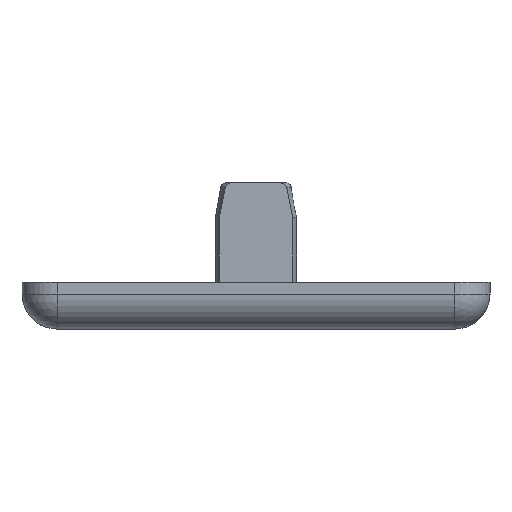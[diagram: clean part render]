
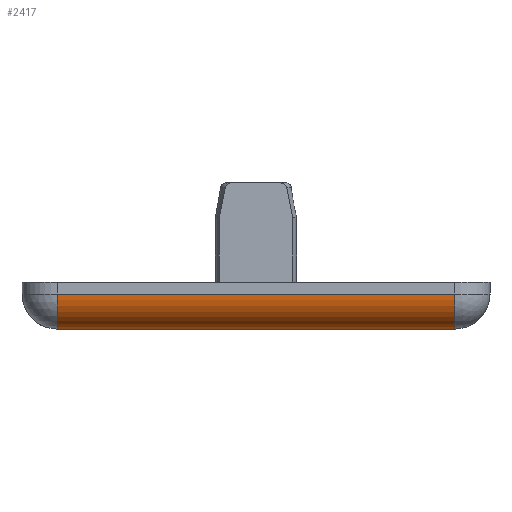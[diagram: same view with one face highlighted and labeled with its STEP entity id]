
A CAD part, front view. The second image highlights one B-rep face of the part: STEP entity #2417.
In plain terms, the highlighted cylindrical face has radius 3 mm (diameter 6 mm), a partial arc.
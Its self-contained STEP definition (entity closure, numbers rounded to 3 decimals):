
#44 = CIRCLE ( 'NONE', #1930, 3. ) ;
#160 = CARTESIAN_POINT ( 'NONE',  ( 17., -57., 0. ) ) ;
#475 = EDGE_CURVE ( 'NONE', #2143, #844, #44, .T. ) ;
#568 = EDGE_CURVE ( 'NONE', #2468, #2360, #1282, .T. ) ;
#671 = CARTESIAN_POINT ( 'NONE',  ( -17., -57., 3. ) ) ;
#826 = DIRECTION ( 'NONE',  ( 1., 0., 0. ) ) ;
#839 = DIRECTION ( 'NONE',  ( 0., 1., 0. ) ) ;
#844 = VERTEX_POINT ( 'NONE', #1165 ) ;
#894 = CYLINDRICAL_SURFACE ( 'NONE', #1646, 3. ) ;
#909 = CARTESIAN_POINT ( 'NONE',  ( 17., -60., 3. ) ) ;
#1122 = DIRECTION ( 'NONE',  ( -1., 0., 0. ) ) ;
#1138 = LINE ( 'NONE', #1961, #1334 ) ;
#1165 = CARTESIAN_POINT ( 'NONE',  ( -17., -57., 0. ) ) ;
#1282 = CIRCLE ( 'NONE', #1975, 3. ) ;
#1334 = VECTOR ( 'NONE', #2557, 1000. ) ;
#1364 = EDGE_CURVE ( 'NONE', #844, #2468, #1423, .T. ) ;
#1423 = LINE ( 'NONE', #1853, #2225 ) ;
#1496 = DIRECTION ( 'NONE',  ( 1., 0., 0. ) ) ;
#1515 = FACE_OUTER_BOUND ( 'NONE', #2642, .T. ) ;
#1526 = EDGE_CURVE ( 'NONE', #2360, #2143, #1138, .T. ) ;
#1535 = CARTESIAN_POINT ( 'NONE',  ( 20., -57., 3. ) ) ;
#1646 = AXIS2_PLACEMENT_3D ( 'NONE', #1535, #2354, #2152 ) ;
#1754 = CARTESIAN_POINT ( 'NONE',  ( 17., -57., 3. ) ) ;
#1815 = CARTESIAN_POINT ( 'NONE',  ( -17., -60., 3. ) ) ;
#1853 = CARTESIAN_POINT ( 'NONE',  ( -20., -57., 0. ) ) ;
#1930 = AXIS2_PLACEMENT_3D ( 'NONE', #671, #1496, #839 ) ;
#1961 = CARTESIAN_POINT ( 'NONE',  ( 20., -60., 3. ) ) ;
#1975 = AXIS2_PLACEMENT_3D ( 'NONE', #1754, #1122, #2423 ) ;
#2030 = ORIENTED_EDGE ( 'NONE', *, *, #1526, .T. ) ;
#2143 = VERTEX_POINT ( 'NONE', #1815 ) ;
#2152 = DIRECTION ( 'NONE',  ( 0., 1., 0. ) ) ;
#2199 = ORIENTED_EDGE ( 'NONE', *, *, #475, .T. ) ;
#2225 = VECTOR ( 'NONE', #826, 1000. ) ;
#2333 = ORIENTED_EDGE ( 'NONE', *, *, #1364, .T. ) ;
#2354 = DIRECTION ( 'NONE',  ( 1., 0., 0. ) ) ;
#2360 = VERTEX_POINT ( 'NONE', #909 ) ;
#2417 = ADVANCED_FACE ( 'NONE', ( #1515 ), #894, .T. ) ;
#2423 = DIRECTION ( 'NONE',  ( 0., 1., 0. ) ) ;
#2468 = VERTEX_POINT ( 'NONE', #160 ) ;
#2557 = DIRECTION ( 'NONE',  ( -1., 0., 0. ) ) ;
#2621 = ORIENTED_EDGE ( 'NONE', *, *, #568, .T. ) ;
#2642 = EDGE_LOOP ( 'NONE', ( #2621, #2030, #2199, #2333 ) ) ;
